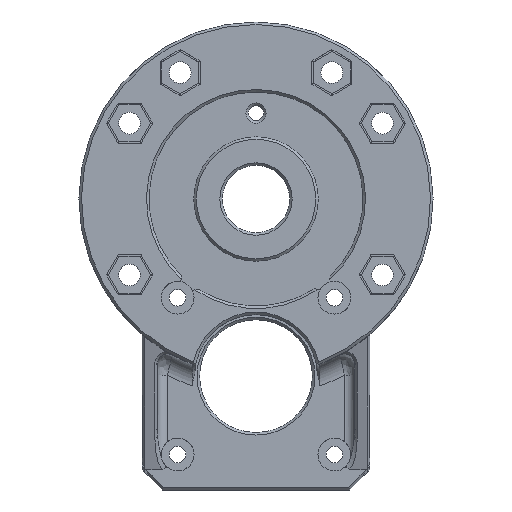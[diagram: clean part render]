
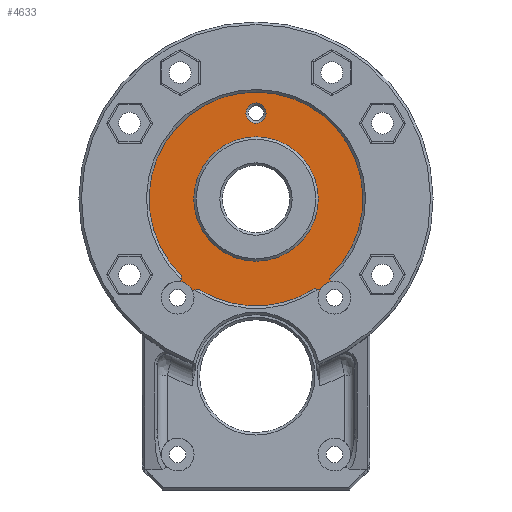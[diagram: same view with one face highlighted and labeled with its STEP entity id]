
A CAD part, top view. The second image highlights one B-rep face of the part: STEP entity #4633.
In plain terms, the highlighted planar face has unit normal (0, 0, 1).
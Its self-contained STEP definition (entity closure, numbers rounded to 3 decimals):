
#180=FACE_BOUND('',#630,.T.);
#181=FACE_BOUND('',#631,.T.);
#228=PLANE('',#4929);
#363=FACE_OUTER_BOUND('',#629,.T.);
#629=EDGE_LOOP('',(#3236,#3237,#3238,#3239,#3240,#3241,#3242,#3243,#3244,
#3245,#3246,#3247));
#630=EDGE_LOOP('',(#3248));
#631=EDGE_LOOP('',(#3249));
#923=LINE('',#6820,#1353);
#925=LINE('',#6824,#1355);
#929=LINE('',#6837,#1359);
#933=LINE('',#6844,#1363);
#936=LINE('',#6859,#1366);
#938=LINE('',#6863,#1368);
#942=LINE('',#6876,#1372);
#946=LINE('',#6893,#1376);
#1353=VECTOR('',#5412,10.);
#1355=VECTOR('',#5416,10.);
#1359=VECTOR('',#5422,10.);
#1363=VECTOR('',#5428,10.);
#1366=VECTOR('',#5439,10.);
#1368=VECTOR('',#5443,10.);
#1372=VECTOR('',#5449,10.);
#1376=VECTOR('',#5471,10.);
#1787=CIRCLE('',#4923,21.15);
#1789=CIRCLE('',#4926,2.);
#1791=CIRCLE('',#4930,3.25);
#1792=CIRCLE('',#4931,21.15);
#1793=CIRCLE('',#4932,3.25);
#1794=CIRCLE('',#4933,12.3);
#2016=VERTEX_POINT('',#6817);
#2017=VERTEX_POINT('',#6819);
#2018=VERTEX_POINT('',#6823);
#2022=VERTEX_POINT('',#6834);
#2023=VERTEX_POINT('',#6836);
#2025=VERTEX_POINT('',#6842);
#2029=VERTEX_POINT('',#6856);
#2030=VERTEX_POINT('',#6858);
#2031=VERTEX_POINT('',#6862);
#2035=VERTEX_POINT('',#6873);
#2036=VERTEX_POINT('',#6875);
#2038=VERTEX_POINT('',#6884);
#2040=VERTEX_POINT('',#6892);
#2041=VERTEX_POINT('',#6897);
#2479=EDGE_CURVE('',#2016,#2017,#923,.F.);
#2481=EDGE_CURVE('',#2017,#2018,#925,.T.);
#2486=EDGE_CURVE('',#2022,#2023,#929,.F.);
#2490=EDGE_CURVE('',#2025,#2022,#933,.T.);
#2496=EDGE_CURVE('',#2029,#2030,#936,.F.);
#2498=EDGE_CURVE('',#2030,#2031,#938,.T.);
#2503=EDGE_CURVE('',#2035,#2036,#942,.F.);
#2506=EDGE_CURVE('',#2036,#2016,#1787,.T.);
#2509=EDGE_CURVE('',#2038,#2038,#1789,.T.);
#2512=EDGE_CURVE('',#2040,#2035,#946,.T.);
#2513=EDGE_CURVE('',#2031,#2040,#1791,.T.);
#2514=EDGE_CURVE('',#2023,#2029,#1792,.T.);
#2515=EDGE_CURVE('',#2018,#2025,#1793,.T.);
#2516=EDGE_CURVE('',#2041,#2041,#1794,.T.);
#3236=ORIENTED_EDGE('',*,*,#2503,.F.);
#3237=ORIENTED_EDGE('',*,*,#2512,.F.);
#3238=ORIENTED_EDGE('',*,*,#2513,.F.);
#3239=ORIENTED_EDGE('',*,*,#2498,.F.);
#3240=ORIENTED_EDGE('',*,*,#2496,.F.);
#3241=ORIENTED_EDGE('',*,*,#2514,.F.);
#3242=ORIENTED_EDGE('',*,*,#2486,.F.);
#3243=ORIENTED_EDGE('',*,*,#2490,.F.);
#3244=ORIENTED_EDGE('',*,*,#2515,.F.);
#3245=ORIENTED_EDGE('',*,*,#2481,.F.);
#3246=ORIENTED_EDGE('',*,*,#2479,.F.);
#3247=ORIENTED_EDGE('',*,*,#2506,.F.);
#3248=ORIENTED_EDGE('',*,*,#2516,.F.);
#3249=ORIENTED_EDGE('',*,*,#2509,.F.);
#4633=ADVANCED_FACE('',(#363,#180,#181),#228,.T.);
#4923=AXIS2_PLACEMENT_3D('',#6880,#5455,#5456);
#4926=AXIS2_PLACEMENT_3D('',#6886,#5462,#5463);
#4929=AXIS2_PLACEMENT_3D('',#6891,#5469,#5470);
#4930=AXIS2_PLACEMENT_3D('',#6894,#5472,#5473);
#4931=AXIS2_PLACEMENT_3D('',#6895,#5474,#5475);
#4932=AXIS2_PLACEMENT_3D('',#6896,#5476,#5477);
#4933=AXIS2_PLACEMENT_3D('',#6898,#5478,#5479);
#5412=DIRECTION('',(0.038,0.999,0.));
#5416=DIRECTION('',(0.675,-0.738,0.));
#5422=DIRECTION('',(0.982,-0.188,0.));
#5428=DIRECTION('',(-0.567,0.824,0.));
#5439=DIRECTION('',(0.992,0.123,0.));
#5443=DIRECTION('',(-0.68,-0.733,0.));
#5449=DIRECTION('',(0.032,-0.999,0.));
#5455=DIRECTION('center_axis',(0.,0.,-1.));
#5456=DIRECTION('ref_axis',(-1.,0.,0.));
#5462=DIRECTION('center_axis',(0.,0.,1.));
#5463=DIRECTION('ref_axis',(-1.,0.,0.));
#5469=DIRECTION('center_axis',(0.,0.,1.));
#5470=DIRECTION('ref_axis',(1.,0.,0.));
#5471=DIRECTION('',(0.68,0.733,0.));
#5472=DIRECTION('center_axis',(0.,0.,1.));
#5473=DIRECTION('ref_axis',(1.,0.,0.));
#5474=DIRECTION('center_axis',(0.,0.,-1.));
#5475=DIRECTION('ref_axis',(-1.,0.,0.));
#5476=DIRECTION('center_axis',(0.,0.,1.));
#5477=DIRECTION('ref_axis',(1.,0.,0.));
#5478=DIRECTION('center_axis',(0.,0.,1.));
#5479=DIRECTION('ref_axis',(-1.,0.,0.));
#6817=CARTESIAN_POINT('',(14.641,-15.263,8.7));
#6819=CARTESIAN_POINT('',(14.613,-15.974,8.7));
#6820=CARTESIAN_POINT('',(14.916,-8.102,8.7));
#6823=CARTESIAN_POINT('',(14.915,-16.303,8.7));
#6824=CARTESIAN_POINT('',(11.504,-12.575,8.7));
#6834=CARTESIAN_POINT('',(12.265,-17.841,8.7));
#6836=CARTESIAN_POINT('',(11.566,-17.707,8.7));
#6837=CARTESIAN_POINT('',(4.527,-16.36,8.7));
#6842=CARTESIAN_POINT('',(12.518,-18.208,8.7));
#6844=CARTESIAN_POINT('',(10.198,-14.834,8.7));
#6856=CARTESIAN_POINT('',(-11.323,-17.864,8.7));
#6858=CARTESIAN_POINT('',(-12.082,-17.958,8.7));
#6859=CARTESIAN_POINT('',(-4.846,-17.061,8.7));
#6862=CARTESIAN_POINT('',(-12.456,-18.362,8.7));
#6863=CARTESIAN_POINT('',(-9.057,-14.696,8.7));
#6873=CARTESIAN_POINT('',(-14.719,-15.877,8.7));
#6875=CARTESIAN_POINT('',(-14.742,-15.166,8.7));
#6876=CARTESIAN_POINT('',(-14.97,-8.003,8.7));
#6880=CARTESIAN_POINT('Origin',(0.,0.,8.7));
#6884=CARTESIAN_POINT('',(2.,17.,8.7));
#6886=CARTESIAN_POINT('Origin',(0.,17.,8.7));
#6891=CARTESIAN_POINT('Origin',(0.,0.,
8.7));
#6892=CARTESIAN_POINT('',(-15.089,-16.276,8.7));
#6893=CARTESIAN_POINT('',(-11.787,-12.714,8.7));
#6894=CARTESIAN_POINT('Origin',(-15.5,-19.5,8.7));
#6895=CARTESIAN_POINT('Origin',(0.,0.,8.7));
#6896=CARTESIAN_POINT('Origin',(15.5,-19.5,8.7));
#6897=CARTESIAN_POINT('',(12.3,0.,8.7));
#6898=CARTESIAN_POINT('Origin',(0.,0.,8.7));
